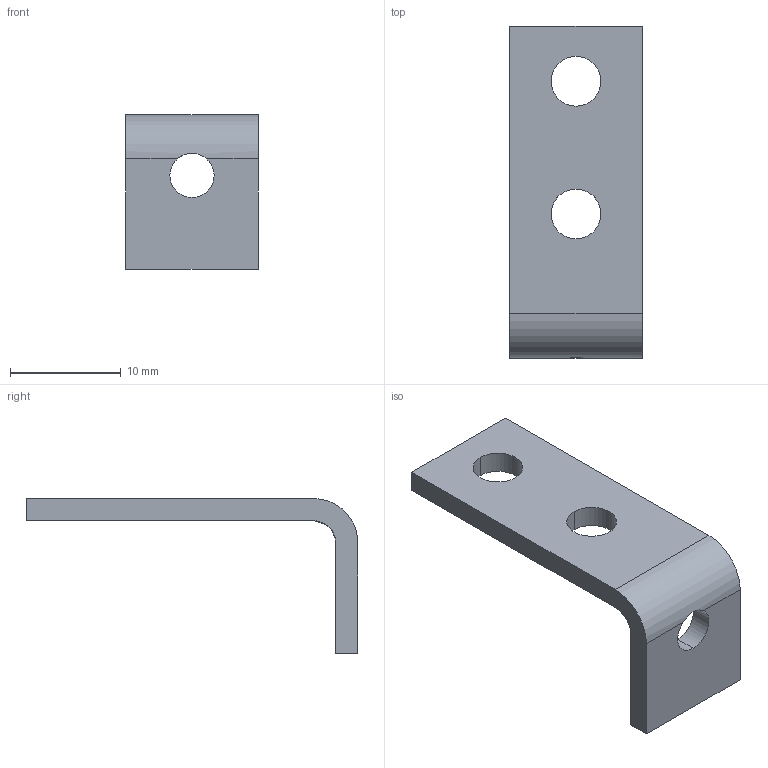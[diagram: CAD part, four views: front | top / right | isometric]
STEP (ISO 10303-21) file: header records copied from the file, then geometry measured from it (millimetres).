
FILE_DESCRIPTION (( 'STEP AP214' ), '1' );
FILE_NAME ('équerre.STEP', '2020-04-01T06:30:07', ( '' ), ( '' ), 'SwSTEP 2.0', 'SolidWorks 2019', '' );
FILE_SCHEMA (( 'AUTOMOTIVE_DESIGN' ));
Length unit declared in the file: millimetre
Products named in the file (1): équerre
Bounding box: 12 x 30 x 14 mm (x, y, z)
Volume: 888.2 mm3; surface area: 1180.9 mm2
Topology: 1 solids, 1 shells, 18 faces, 52 edges, 34 vertices
Faces by surface type: cylinder 9, plane 8, bspline 1
Entity records: 722 total; most frequent: CARTESIAN_POINT 169, DIRECTION 105, ORIENTED_EDGE 104, EDGE_CURVE 52, AXIS2_PLACEMENT_3D 38, VERTEX_POINT 34, LINE 29, VECTOR 29
